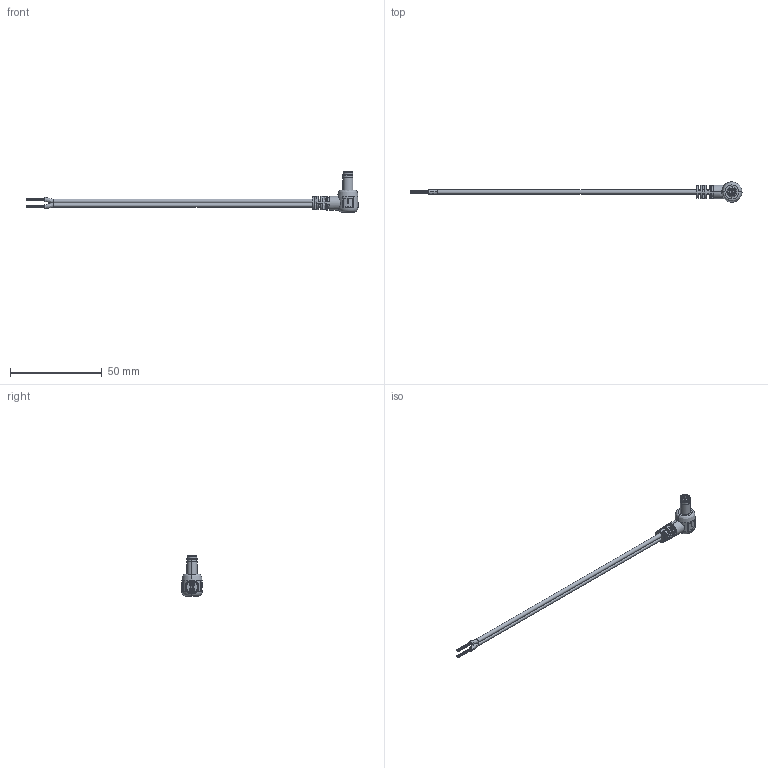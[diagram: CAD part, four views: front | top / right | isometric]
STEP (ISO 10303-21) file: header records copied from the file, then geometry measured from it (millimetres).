
FILE_DESCRIPTION (( 'STEP AP203' ), '1' );
FILE_NAME ('10-01245.step', '2016-09-15T23:40:14', ( '' ), ( '' ), 'SwSTEP 2.0', 'SolidWorks 2015', '' );
FILE_SCHEMA (( 'CONFIG_CONTROL_DESIGN' ));
Length unit declared in the file: millimetre
Products named in the file (7): 50-00525_shell; 50-00525; 30-00396_stripped and tinned; 50-00525_spring contact; 10-01245; 50-00525_insulator; 24-00006
Assembly tree (6 placements, depth 3):
  10-01245
    50-00525
      50-00525_shell
      50-00525_spring contact
      50-00525_insulator
    24-00006
    30-00396_stripped and tinned
Bounding box: 180.56 x 11 x 21.86 mm (x, y, z)
Volume: 2899.9 mm3; surface area: 17617.3 mm2
Topology: 181 solids, 181 shells, 1286 faces, 2686 edges, 1773 vertices
Faces by surface type: cylinder 590, plane 477, bspline 180, torus 24, cone 15
Entity records: 40941 total; most frequent: CARTESIAN_POINT 12733, DIRECTION 5790, ORIENTED_EDGE 5372, EDGE_CURVE 2686, AXIS2_PLACEMENT_3D 2457, VERTEX_POINT 1773, EDGE_LOOP 1479, CIRCLE 1341
